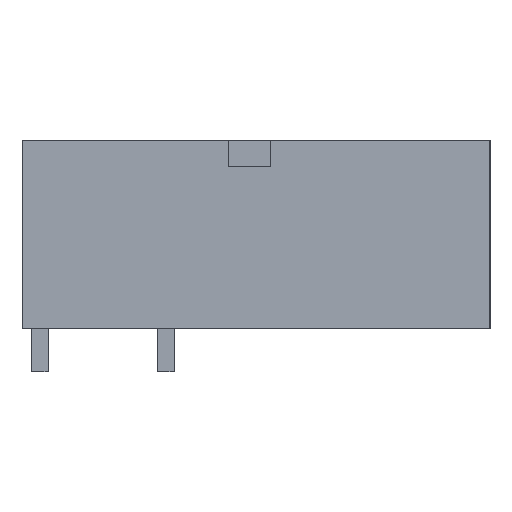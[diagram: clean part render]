
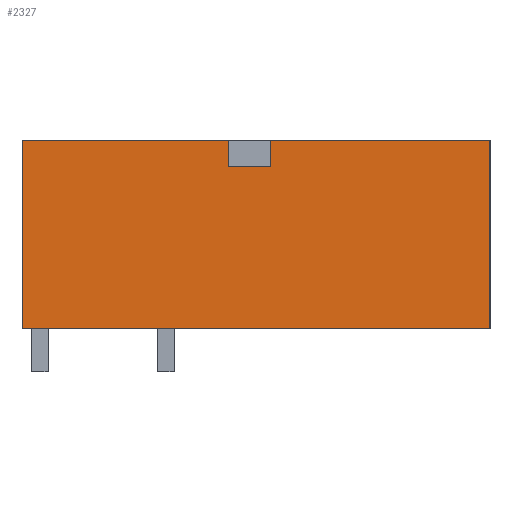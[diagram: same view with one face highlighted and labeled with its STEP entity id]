
A CAD part, left-side view. The second image highlights one B-rep face of the part: STEP entity #2327.
In plain terms, the highlighted planar face has unit normal (-1, 0, 0).
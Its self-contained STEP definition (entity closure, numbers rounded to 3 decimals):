
#2291=AXIS2_PLACEMENT_3D('Plane Axis2P3D',#2288,#2289,#2290) ;
#833=CARTESIAN_POINT('Vertex',(0.,28.3,14.)) ;
#836=CARTESIAN_POINT('Line Origine',(0.,22.05,14.)) ;
#840=CARTESIAN_POINT('Vertex',(0.,15.8,14.)) ;
#875=CARTESIAN_POINT('Vertex',(0.,13.3,14.)) ;
#878=CARTESIAN_POINT('Line Origine',(0.,6.65,14.)) ;
#882=CARTESIAN_POINT('Vertex',(0.,0.,14.)) ;
#1588=CARTESIAN_POINT('Vertex',(0.,0.,2.6)) ;
#1591=CARTESIAN_POINT('Line Origine',(0.,14.15,2.6)) ;
#1595=CARTESIAN_POINT('Vertex',(0.,28.3,2.6)) ;
#2266=CARTESIAN_POINT('Line Origine',(0.,28.3,8.3)) ;
#2288=CARTESIAN_POINT('Axis2P3D Location',(0.,15.8,2.7)) ;
#2293=CARTESIAN_POINT('Line Origine',(0.,13.3,13.2)) ;
#2297=CARTESIAN_POINT('Vertex',(0.,13.3,12.4)) ;
#2300=CARTESIAN_POINT('Line Origine',(0.,14.55,12.4)) ;
#2304=CARTESIAN_POINT('Vertex',(0.,15.8,12.4)) ;
#2307=CARTESIAN_POINT('Line Origine',(0.,15.8,13.2)) ;
#2312=CARTESIAN_POINT('Line Origine',(0.,0.,8.3)) ;
#837=DIRECTION('Vector Direction',(0.,1.,0.)) ;
#879=DIRECTION('Vector Direction',(0.,1.,0.)) ;
#1592=DIRECTION('Vector Direction',(0.,-1.,0.)) ;
#2267=DIRECTION('Vector Direction',(0.,0.,-1.)) ;
#2289=DIRECTION('Axis2P3D Direction',(1.,0.,0.)) ;
#2290=DIRECTION('Axis2P3D XDirection',(0.,0.,1.)) ;
#2294=DIRECTION('Vector Direction',(0.,0.,-1.)) ;
#2301=DIRECTION('Vector Direction',(0.,-1.,0.)) ;
#2308=DIRECTION('Vector Direction',(0.,0.,-1.)) ;
#2313=DIRECTION('Vector Direction',(0.,0.,1.)) ;
#838=VECTOR('Line Direction',#837,1.) ;
#880=VECTOR('Line Direction',#879,1.) ;
#1593=VECTOR('Line Direction',#1592,1.) ;
#2268=VECTOR('Line Direction',#2267,1.) ;
#2295=VECTOR('Line Direction',#2294,1.) ;
#2302=VECTOR('Line Direction',#2301,1.) ;
#2309=VECTOR('Line Direction',#2308,1.) ;
#2314=VECTOR('Line Direction',#2313,1.) ;
#2318=ORIENTED_EDGE('',*,*,#2299,.T.) ;
#2319=ORIENTED_EDGE('',*,*,#2306,.F.) ;
#2320=ORIENTED_EDGE('',*,*,#2311,.F.) ;
#2321=ORIENTED_EDGE('',*,*,#842,.T.) ;
#2322=ORIENTED_EDGE('',*,*,#2270,.T.) ;
#2323=ORIENTED_EDGE('',*,*,#1597,.T.) ;
#2324=ORIENTED_EDGE('',*,*,#2316,.T.) ;
#2325=ORIENTED_EDGE('',*,*,#884,.T.) ;
#2327=ADVANCED_FACE('main body',(#2326),#2292,.F.) ;
#842=EDGE_CURVE('',#841,#834,#839,.T.) ;
#884=EDGE_CURVE('',#883,#876,#881,.T.) ;
#1597=EDGE_CURVE('',#1596,#1589,#1594,.T.) ;
#2270=EDGE_CURVE('',#834,#1596,#2269,.T.) ;
#2299=EDGE_CURVE('',#876,#2298,#2296,.T.) ;
#2306=EDGE_CURVE('',#2305,#2298,#2303,.T.) ;
#2311=EDGE_CURVE('',#841,#2305,#2310,.T.) ;
#2316=EDGE_CURVE('',#1589,#883,#2315,.T.) ;
#2317=EDGE_LOOP('',(#2318,#2319,#2320,#2321,#2322,#2323,#2324,#2325)) ;
#2326=FACE_OUTER_BOUND('',#2317,.T.) ;
#839=LINE('Line',#836,#838) ;
#881=LINE('Line',#878,#880) ;
#1594=LINE('Line',#1591,#1593) ;
#2269=LINE('Line',#2266,#2268) ;
#2296=LINE('Line',#2293,#2295) ;
#2303=LINE('Line',#2300,#2302) ;
#2310=LINE('Line',#2307,#2309) ;
#2315=LINE('Line',#2312,#2314) ;
#2292=PLANE('',#2291) ;
#834=VERTEX_POINT('',#833) ;
#841=VERTEX_POINT('',#840) ;
#876=VERTEX_POINT('',#875) ;
#883=VERTEX_POINT('',#882) ;
#1589=VERTEX_POINT('',#1588) ;
#1596=VERTEX_POINT('',#1595) ;
#2298=VERTEX_POINT('',#2297) ;
#2305=VERTEX_POINT('',#2304) ;
